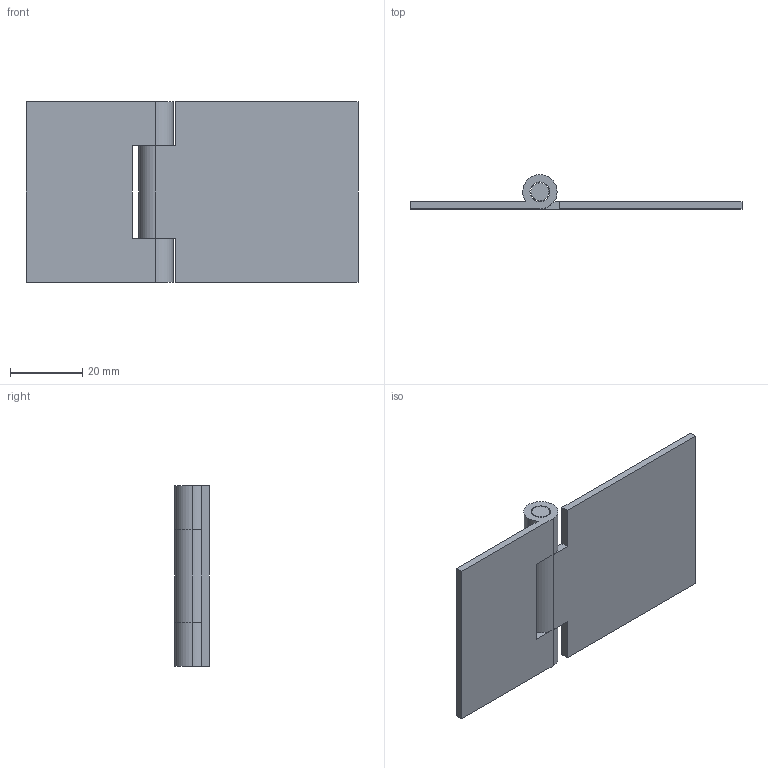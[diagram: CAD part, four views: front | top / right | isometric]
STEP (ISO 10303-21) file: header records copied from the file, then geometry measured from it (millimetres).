
FILE_DESCRIPTION (( 'STEP AP203' ), '1' );
FILE_NAME ('B-1048-3.STEP', '2008-11-27T04:28:24', ( ' ' ), ( ' ' ), 'SwSTEP 2.0', 'SolidWorks 2007', '' );
FILE_SCHEMA (( 'CONFIG_CONTROL_DESIGN' ));
Length unit declared in the file: millimetre
Products named in the file (4): B-1048-3僸儞僕A__棉太倌; B-1048-3僸儞僕B__棉太倌; B-1048-3僔儍僼僩__棉太倌; B-1048-3
Assembly tree (3 placements, depth 2):
  B-1048-3
    B-1048-3僸儞僕B__棉太倌
    B-1048-3僸儞僕A__棉太倌
    B-1048-3僔儍僼僩__棉太倌
Bounding box: 92 x 9.5 x 50 mm (x, y, z)
Volume: 11665.5 mm3; surface area: 12304 mm2
Topology: 3 solids, 3 shells, 36 faces, 90 edges, 60 vertices
Faces by surface type: plane 19, cylinder 17
Entity records: 1514 total; most frequent: DIRECTION 208, CARTESIAN_POINT 192, ORIENTED_EDGE 180, EDGE_CURVE 90, AXIS2_PLACEMENT_3D 76, VERTEX_POINT 60, VECTOR 56, LINE 56
